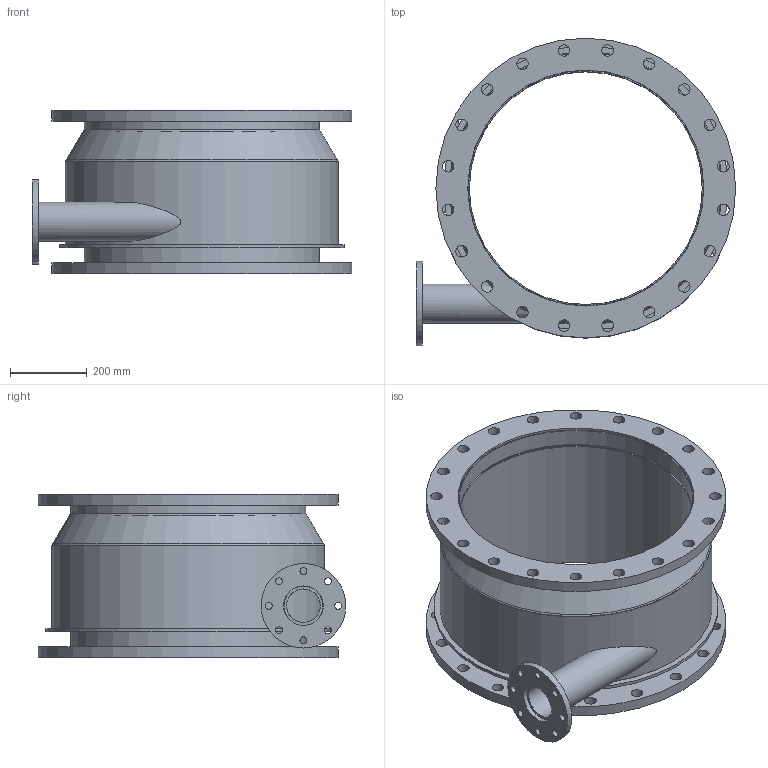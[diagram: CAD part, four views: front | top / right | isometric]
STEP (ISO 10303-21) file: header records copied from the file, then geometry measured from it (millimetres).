
FILE_DESCRIPTION(/* description */ (''),/* implementation_level */ '2;1');
FILE_NAME(/* name */ '3912 WI 24.stp',/* time_stamp */ '2015-04-02T14:58:19+02:00',/* author */ ('Tekenkamer'),/* organization */ (''),/* preprocessor_version */ 'ST-DEVELOPER v15.6',/* originating_system */ 'Autodesk Inventor 2015',/* authorisation */ '');
FILE_SCHEMA (('AUTOMOTIVE_DESIGN { 1 0 10303 214 3 1 1 }'));
Length unit declared in the file: millimetre
Products named in the file (1): MAAT3D
Bounding box: 831 x 800 x 425 mm (x, y, z)
Volume: 15649895.6 mm3; surface area: 4568060.3 mm2
Topology: 9 solids, 9 shells, 82 faces, 194 edges, 129 vertices
Faces by surface type: cylinder 63, plane 16, cone 3
Full cylindrical faces by diameter (mm): 18 x8, 30 x38, 87.6 x1, 101.6 x1, 103 x1, 220 x1, 606 x2, 612 x2, 614 x3, 704 x1, 710 x1, 740 x1, 780 x2
Entity records: 2497 total; most frequent: CARTESIAN_POINT 487, DIRECTION 420, ORIENTED_EDGE 258, EDGE_LOOP 256, AXIS2_PLACEMENT_3D 210, FACE_BOUND 174, VERTEX_POINT 129, EDGE_CURVE 129
